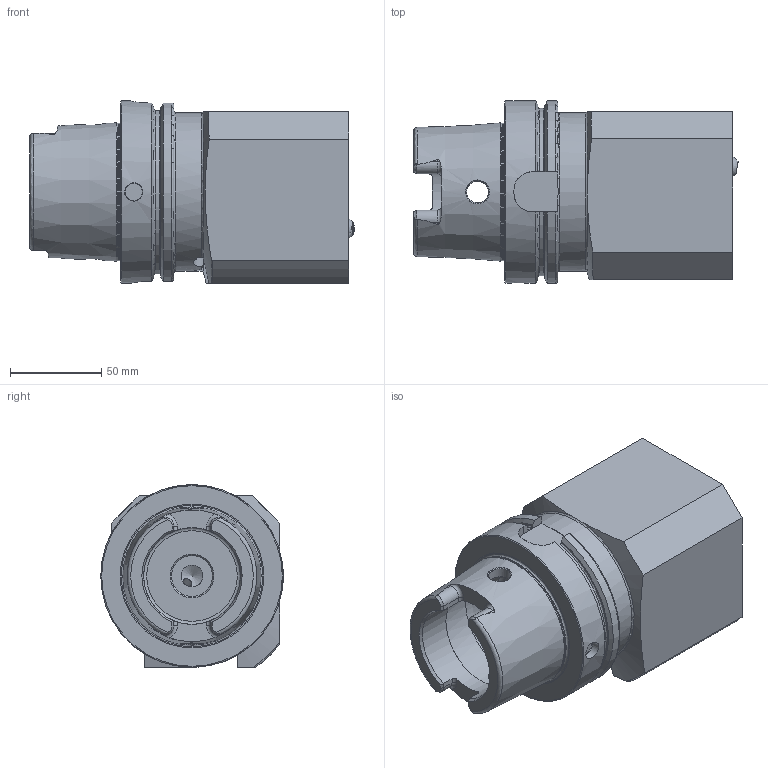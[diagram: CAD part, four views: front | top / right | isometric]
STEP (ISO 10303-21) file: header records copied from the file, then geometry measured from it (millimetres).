
FILE_DESCRIPTION (( 'STEP AP214' ), '1' );
FILE_NAME ('HA0.V25.R11.125.STEP', '2020-03-03T14:49:24', ( '' ), ( '' ), 'SwSTEP 2.0', 'SolidWorks 2017', '' );
FILE_SCHEMA (( 'AUTOMOTIVE_DESIGN' ));
Length unit declared in the file: millimetre
Products named in the file (6): KU1-U14.001.012; KU1-U14.001.012_2; KU1-U14.001.012_1; HA0.V25.R11.125; HA0-V25.R11.125_B_Fertigbearbeitung; ISO 4026 - M12 x 25
Assembly tree (7 placements, depth 3):
  HA0.V25.R11.125
    HA0-V25.R11.125_B_Fertigbearbeitung
    ISO 4026 - M12 x 25  x3
    KU1-U14.001.012
      KU1-U14.001.012_1
      KU1-U14.001.012_2
Bounding box: 177.71 x 100 x 100 mm (x, y, z)
Volume: 913766.5 mm3; surface area: 97672.1 mm2
Topology: 6 solids, 6 shells, 199 faces, 506 edges, 323 vertices
Faces by surface type: plane 82, cylinder 47, cone 39, torus 26, bspline 3, sphere 2
Full cylindrical faces by diameter (mm): 3.15 x1, 5 x2, 10 x2, 10.2 x3, 12 x6, 14 x2, 22.5 x1, 26 x1, 53 x2, 63 x1, 75.265 x1, 87 x1, 100 x1
Entity records: 7885 total; most frequent: CARTESIAN_POINT 2800, DIRECTION 789, ORIENTED_EDGE 770, EDGE_CURVE 385, AXIS2_PLACEMENT_3D 327, VERTEX_POINT 272, EDGE_LOOP 245, FACE_OUTER_BOUND 209
